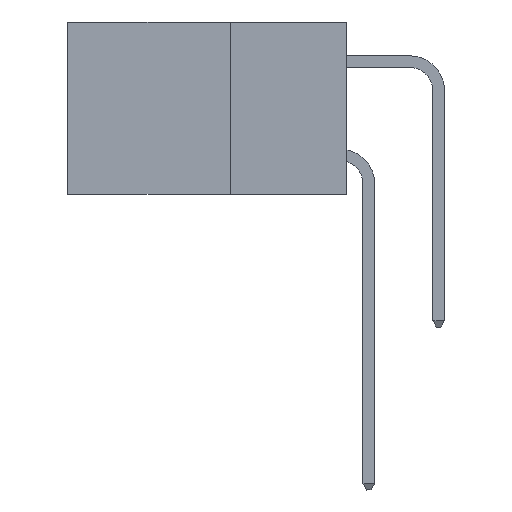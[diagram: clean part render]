
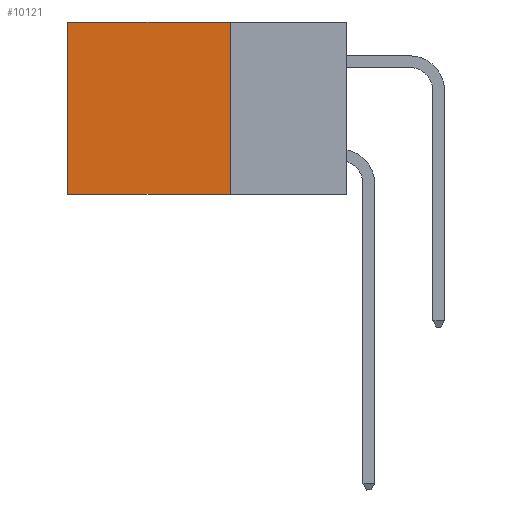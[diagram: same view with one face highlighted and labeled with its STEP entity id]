
A CAD part, left-side view. The second image highlights one B-rep face of the part: STEP entity #10121.
In plain terms, the highlighted planar face has unit normal (-1, 0, 0).
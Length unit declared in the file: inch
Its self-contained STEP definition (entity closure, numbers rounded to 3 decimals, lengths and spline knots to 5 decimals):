
#137 = CARTESIAN_POINT ( 'NONE',  ( 0.2875, 0.25, 0. ) ) ;
#387 = CARTESIAN_POINT ( 'NONE',  ( 0.2875, 0.6, 0. ) ) ;
#1739 = VECTOR ( 'NONE', #14760, 39.37008 ) ;
#2796 = VERTEX_POINT ( 'NONE', #25251 ) ;
#3639 = CARTESIAN_POINT ( 'NONE',  ( 0.2875, 0.25, -0.37 ) ) ;
#4036 = CARTESIAN_POINT ( 'NONE',  ( 0.2875, 0.6, 0. ) ) ;
#4296 = DIRECTION ( 'NONE',  ( 0., 0., -1. ) ) ;
#4344 = VERTEX_POINT ( 'NONE', #6427 ) ;
#4994 = EDGE_CURVE ( 'NONE', #4344, #2796, #18237, .T. ) ;
#6042 = LINE ( 'NONE', #21388, #10220 ) ;
#6427 = CARTESIAN_POINT ( 'NONE',  ( 0.2875, 0.25, 0. ) ) ;
#6664 = EDGE_LOOP ( 'NONE', ( #7078, #9392, #12464, #23371 ) ) ;
#7078 = ORIENTED_EDGE ( 'NONE', *, *, #16639, .T. ) ;
#7346 = VECTOR ( 'NONE', #19522, 39.37008 ) ;
#7680 = LINE ( 'NONE', #4036, #7346 ) ;
#8118 = DIRECTION ( 'NONE',  ( 0., 1., 0. ) ) ;
#9237 = EDGE_CURVE ( 'NONE', #4344, #18423, #6042, .T. ) ;
#9392 = ORIENTED_EDGE ( 'NONE', *, *, #24888, .F. ) ;
#10121 = ADVANCED_FACE ( 'NONE', ( #13268 ), #13106, .F. ) ;
#10220 = VECTOR ( 'NONE', #8118, 39.37008 ) ;
#12464 = ORIENTED_EDGE ( 'NONE', *, *, #4994, .F. ) ;
#13106 = PLANE ( 'NONE',  #25666 ) ;
#13268 = FACE_OUTER_BOUND ( 'NONE', #6664, .T. ) ;
#13524 = LINE ( 'NONE', #3639, #1739 ) ;
#14760 = DIRECTION ( 'NONE',  ( 0., 1., 0. ) ) ;
#15434 = CARTESIAN_POINT ( 'NONE',  ( 0.2875, 0.25, 0. ) ) ;
#16528 = VERTEX_POINT ( 'NONE', #27614 ) ;
#16639 = EDGE_CURVE ( 'NONE', #18423, #16528, #7680, .T. ) ;
#18237 = LINE ( 'NONE', #137, #28584 ) ;
#18423 = VERTEX_POINT ( 'NONE', #387 ) ;
#19522 = DIRECTION ( 'NONE',  ( 0., 0., -1. ) ) ;
#21109 = DIRECTION ( 'NONE',  ( 0., 0., -1. ) ) ;
#21388 = CARTESIAN_POINT ( 'NONE',  ( 0.2875, 0.25, 0. ) ) ;
#23371 = ORIENTED_EDGE ( 'NONE', *, *, #9237, .T. ) ;
#24888 = EDGE_CURVE ( 'NONE', #2796, #16528, #13524, .T. ) ;
#25251 = CARTESIAN_POINT ( 'NONE',  ( 0.2875, 0.25, -0.37 ) ) ;
#25666 = AXIS2_PLACEMENT_3D ( 'NONE', #15434, #28551, #4296 ) ;
#27614 = CARTESIAN_POINT ( 'NONE',  ( 0.2875, 0.6, -0.37 ) ) ;
#28551 = DIRECTION ( 'NONE',  ( 1., 0., 0. ) ) ;
#28584 = VECTOR ( 'NONE', #21109, 39.37008 ) ;
